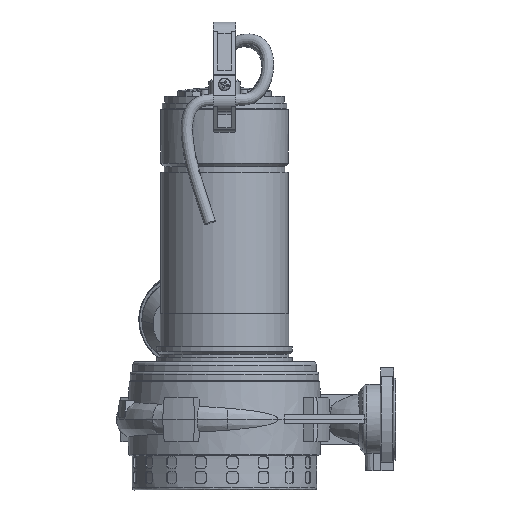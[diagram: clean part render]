
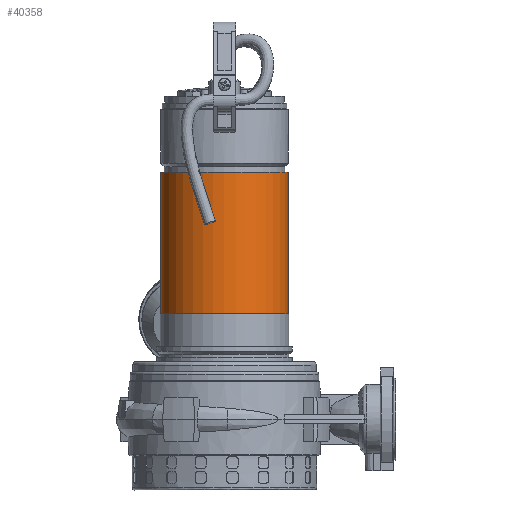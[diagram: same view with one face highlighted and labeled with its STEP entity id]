
A CAD part, front view. The second image highlights one B-rep face of the part: STEP entity #40358.
In plain terms, the highlighted cylindrical face has radius 56 mm (diameter 112 mm), a partial arc.
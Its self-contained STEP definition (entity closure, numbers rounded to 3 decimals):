
#266 = VERTEX_POINT ( 'NONE', #2062 ) ;
#572 = VECTOR ( 'NONE', #13715, 1000. ) ;
#2062 = CARTESIAN_POINT ( 'NONE',  ( -56., 0., 267.501 ) ) ;
#6125 = CARTESIAN_POINT ( 'NONE',  ( 0., 0., 267.501 ) ) ;
#7737 = DIRECTION ( 'NONE',  ( -1., 0., 0. ) ) ;
#8715 = LINE ( 'NONE', #71055, #572 ) ;
#13715 = DIRECTION ( 'NONE',  ( 0., 0., -1. ) ) ;
#14929 = AXIS2_PLACEMENT_3D ( 'NONE', #6125, #50181, #7737 ) ;
#20882 = VERTEX_POINT ( 'NONE', #32427 ) ;
#21583 = DIRECTION ( 'NONE',  ( 0., 0., -1. ) ) ;
#22038 = ORIENTED_EDGE ( 'NONE', *, *, #27675, .T. ) ;
#23945 = DIRECTION ( 'NONE',  ( -1., 0., 0. ) ) ;
#24468 = AXIS2_PLACEMENT_3D ( 'NONE', #61762, #30213, #23945 ) ;
#25222 = CYLINDRICAL_SURFACE ( 'NONE', #14929, 56. ) ;
#27353 = ORIENTED_EDGE ( 'NONE', *, *, #57381, .F. ) ;
#27675 = EDGE_CURVE ( 'NONE', #20882, #266, #62933, .T. ) ;
#29488 = LINE ( 'NONE', #35329, #41675 ) ;
#30213 = DIRECTION ( 'NONE',  ( 0., 0., -1. ) ) ;
#32427 = CARTESIAN_POINT ( 'NONE',  ( 56., 0., 267.501 ) ) ;
#35329 = CARTESIAN_POINT ( 'NONE',  ( 56., 0., 267.501 ) ) ;
#35972 = CARTESIAN_POINT ( 'NONE',  ( 56., 0., 143.501 ) ) ;
#36234 = EDGE_CURVE ( 'NONE', #44759, #70040, #82066, .T. ) ;
#40358 = ADVANCED_FACE ( 'NONE', ( #75465 ), #25222, .T. ) ;
#41675 = VECTOR ( 'NONE', #21583, 1000. ) ;
#44759 = VERTEX_POINT ( 'NONE', #51273 ) ;
#44787 = DIRECTION ( 'NONE',  ( 0., 0., 1. ) ) ;
#45980 = ORIENTED_EDGE ( 'NONE', *, *, #36234, .T. ) ;
#50181 = DIRECTION ( 'NONE',  ( 0., 0., -1. ) ) ;
#50202 = CARTESIAN_POINT ( 'NONE',  ( 0., 0., 143.501 ) ) ;
#51273 = CARTESIAN_POINT ( 'NONE',  ( -56., 0., 143.501 ) ) ;
#55459 = ORIENTED_EDGE ( 'NONE', *, *, #58624, .T. ) ;
#55576 = AXIS2_PLACEMENT_3D ( 'NONE', #50202, #44787, #56434 ) ;
#56434 = DIRECTION ( 'NONE',  ( -1., 0., 0. ) ) ;
#57381 = EDGE_CURVE ( 'NONE', #20882, #70040, #29488, .T. ) ;
#58624 = EDGE_CURVE ( 'NONE', #266, #44759, #8715, .T. ) ;
#61762 = CARTESIAN_POINT ( 'NONE',  ( 0., 0., 267.501 ) ) ;
#62933 = CIRCLE ( 'NONE', #24468, 56. ) ;
#70040 = VERTEX_POINT ( 'NONE', #35972 ) ;
#71055 = CARTESIAN_POINT ( 'NONE',  ( -56., 0., 267.501 ) ) ;
#75465 = FACE_OUTER_BOUND ( 'NONE', #77814, .T. ) ;
#77814 = EDGE_LOOP ( 'NONE', ( #27353, #22038, #55459, #45980 ) ) ;
#82066 = CIRCLE ( 'NONE', #55576, 56. ) ;
